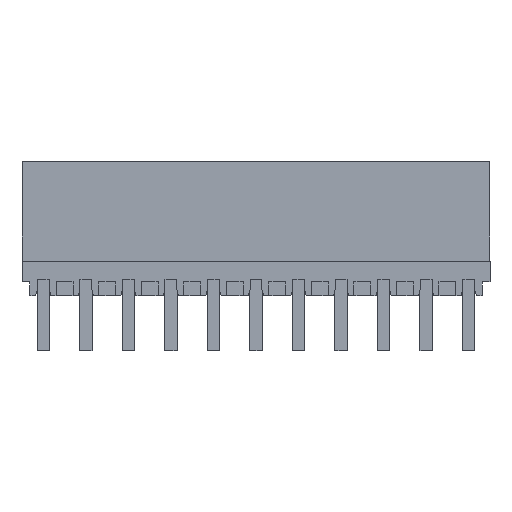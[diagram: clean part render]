
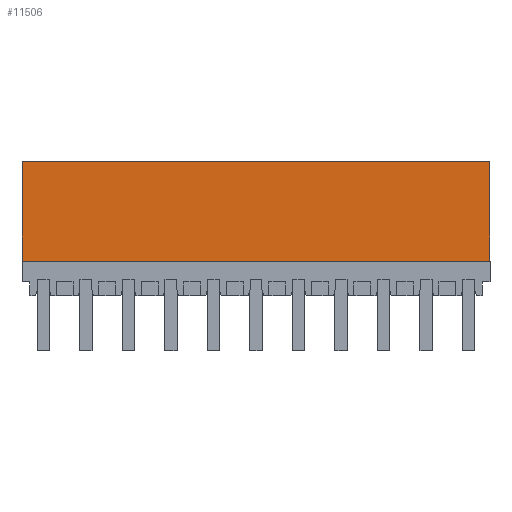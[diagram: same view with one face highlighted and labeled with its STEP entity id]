
A CAD part, front view. The second image highlights one B-rep face of the part: STEP entity #11506.
In plain terms, the highlighted planar face has unit normal (0, -1, 0).
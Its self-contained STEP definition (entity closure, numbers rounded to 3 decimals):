
#11493=AXIS2_PLACEMENT_3D('Plane Axis2P3D',#11490,#11491,#11492) ;
#3938=CARTESIAN_POINT('Line Origine',(38.5,0.,11.45)) ;
#3942=CARTESIAN_POINT('Vertex',(38.5,0.,15.55)) ;
#3944=CARTESIAN_POINT('Vertex',(38.5,0.,7.35)) ;
#6966=CARTESIAN_POINT('Vertex',(0.,0.,7.35)) ;
#6969=CARTESIAN_POINT('Line Origine',(0.,0.,11.45)) ;
#6973=CARTESIAN_POINT('Vertex',(0.,0.,15.55)) ;
#7507=CARTESIAN_POINT('Line Origine',(19.25,0.,7.35)) ;
#11490=CARTESIAN_POINT('Axis2P3D Location',(23.8,0.,15.55)) ;
#11495=CARTESIAN_POINT('Line Origine',(19.25,0.,15.55)) ;
#3939=DIRECTION('Vector Direction',(0.,0.,-1.)) ;
#6970=DIRECTION('Vector Direction',(0.,0.,-1.)) ;
#7508=DIRECTION('Vector Direction',(1.,0.,0.)) ;
#11491=DIRECTION('Axis2P3D Direction',(0.,-1.,0.)) ;
#11492=DIRECTION('Axis2P3D XDirection',(0.,0.,-1.)) ;
#11496=DIRECTION('Vector Direction',(1.,0.,0.)) ;
#3940=VECTOR('Line Direction',#3939,1.) ;
#6971=VECTOR('Line Direction',#6970,1.) ;
#7509=VECTOR('Line Direction',#7508,1.) ;
#11497=VECTOR('Line Direction',#11496,1.) ;
#11501=ORIENTED_EDGE('',*,*,#6975,.T.) ;
#11502=ORIENTED_EDGE('',*,*,#7511,.F.) ;
#11503=ORIENTED_EDGE('',*,*,#3946,.F.) ;
#11504=ORIENTED_EDGE('',*,*,#11499,.F.) ;
#11506=ADVANCED_FACE('HOUSING',(#11505),#11494,.T.) ;
#3946=EDGE_CURVE('',#3943,#3945,#3941,.T.) ;
#6975=EDGE_CURVE('',#6974,#6967,#6972,.T.) ;
#7511=EDGE_CURVE('',#3945,#6967,#7510,.F.) ;
#11499=EDGE_CURVE('',#6974,#3943,#11498,.T.) ;
#11500=EDGE_LOOP('',(#11501,#11502,#11503,#11504)) ;
#11505=FACE_OUTER_BOUND('',#11500,.T.) ;
#3941=LINE('Line',#3938,#3940) ;
#6972=LINE('Line',#6969,#6971) ;
#7510=LINE('Line',#7507,#7509) ;
#11498=LINE('Line',#11495,#11497) ;
#11494=PLANE('',#11493) ;
#3943=VERTEX_POINT('',#3942) ;
#3945=VERTEX_POINT('',#3944) ;
#6967=VERTEX_POINT('',#6966) ;
#6974=VERTEX_POINT('',#6973) ;
